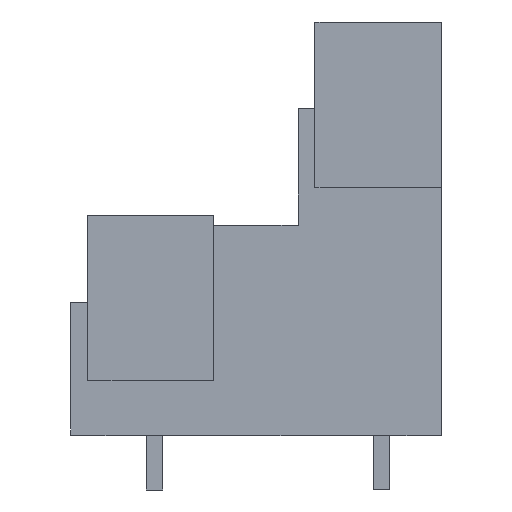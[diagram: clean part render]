
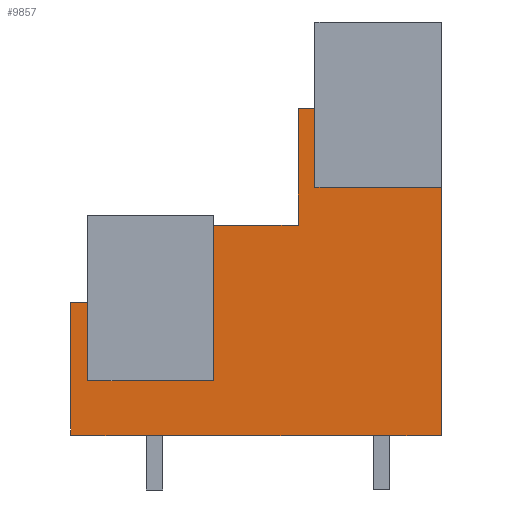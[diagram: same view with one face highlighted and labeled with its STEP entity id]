
A CAD part, left-side view. The second image highlights one B-rep face of the part: STEP entity #9857.
In plain terms, the highlighted planar face has unit normal (-1, 0, 0).
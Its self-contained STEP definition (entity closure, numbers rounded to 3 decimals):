
#9742=AXIS2_PLACEMENT_3D('Plane Axis2P3D',#9739,#9740,#9741) ;
#8179=CARTESIAN_POINT('Vertex',(0.7,7.5,22.6)) ;
#8182=CARTESIAN_POINT('Line Origine',(0.7,7.5,20.275)) ;
#8186=CARTESIAN_POINT('Vertex',(0.7,7.5,17.95)) ;
#8546=CARTESIAN_POINT('Vertex',(0.7,0.,17.95)) ;
#8549=CARTESIAN_POINT('Line Origine',(0.7,0.,10.575)) ;
#8553=CARTESIAN_POINT('Vertex',(0.7,0.,3.2)) ;
#9723=CARTESIAN_POINT('Vertex',(0.7,8.5,22.6)) ;
#9726=CARTESIAN_POINT('Line Origine',(0.7,8.,22.6)) ;
#9739=CARTESIAN_POINT('Axis2P3D Location',(0.7,0.,3.6)) ;
#9744=CARTESIAN_POINT('Line Origine',(0.7,17.,3.2)) ;
#9748=CARTESIAN_POINT('Vertex',(0.7,15.,3.2)) ;
#9750=CARTESIAN_POINT('Vertex',(0.7,19.,3.2)) ;
#9753=CARTESIAN_POINT('Line Origine',(0.7,10.5,3.2)) ;
#9757=CARTESIAN_POINT('Vertex',(0.7,6.,3.2)) ;
#9760=CARTESIAN_POINT('Line Origine',(0.7,4.5,3.2)) ;
#9764=CARTESIAN_POINT('Vertex',(0.7,3.,3.2)) ;
#9767=CARTESIAN_POINT('Line Origine',(0.7,1.5,3.2)) ;
#9772=CARTESIAN_POINT('Line Origine',(0.7,3.75,17.95)) ;
#9777=CARTESIAN_POINT('Line Origine',(0.7,8.5,19.15)) ;
#9781=CARTESIAN_POINT('Vertex',(0.7,8.5,15.7)) ;
#9784=CARTESIAN_POINT('Line Origine',(0.7,11.013,15.7)) ;
#9788=CARTESIAN_POINT('Vertex',(0.7,13.525,15.7)) ;
#9791=CARTESIAN_POINT('Line Origine',(0.7,13.525,11.075)) ;
#9795=CARTESIAN_POINT('Vertex',(0.7,13.525,6.45)) ;
#9798=CARTESIAN_POINT('Line Origine',(0.7,17.25,6.45)) ;
#9802=CARTESIAN_POINT('Vertex',(0.7,20.975,6.45)) ;
#9805=CARTESIAN_POINT('Line Origine',(0.7,20.975,8.775)) ;
#9809=CARTESIAN_POINT('Vertex',(0.7,20.975,11.1)) ;
#9812=CARTESIAN_POINT('Line Origine',(0.7,21.487,11.1)) ;
#9816=CARTESIAN_POINT('Vertex',(0.7,22.,11.1)) ;
#9819=CARTESIAN_POINT('Line Origine',(0.7,22.,7.35)) ;
#9823=CARTESIAN_POINT('Vertex',(0.7,22.,3.6)) ;
#9826=CARTESIAN_POINT('Line Origine',(0.7,22.,3.4)) ;
#9830=CARTESIAN_POINT('Vertex',(0.7,22.,3.2)) ;
#9833=CARTESIAN_POINT('Line Origine',(0.7,20.5,3.2)) ;
#8183=DIRECTION('Vector Direction',(0.,0.,-1.)) ;
#8550=DIRECTION('Vector Direction',(0.,0.,1.)) ;
#9727=DIRECTION('Vector Direction',(0.,1.,0.)) ;
#9740=DIRECTION('Axis2P3D Direction',(-1.,0.,0.)) ;
#9741=DIRECTION('Axis2P3D XDirection',(0.,0.,-1.)) ;
#9745=DIRECTION('Vector Direction',(0.,-1.,0.)) ;
#9754=DIRECTION('Vector Direction',(0.,-1.,0.)) ;
#9761=DIRECTION('Vector Direction',(0.,-1.,0.)) ;
#9768=DIRECTION('Vector Direction',(0.,-1.,0.)) ;
#9773=DIRECTION('Vector Direction',(0.,-1.,0.)) ;
#9778=DIRECTION('Vector Direction',(0.,0.,-1.)) ;
#9785=DIRECTION('Vector Direction',(0.,1.,0.)) ;
#9792=DIRECTION('Vector Direction',(0.,0.,-1.)) ;
#9799=DIRECTION('Vector Direction',(0.,-1.,0.)) ;
#9806=DIRECTION('Vector Direction',(0.,0.,-1.)) ;
#9813=DIRECTION('Vector Direction',(0.,1.,0.)) ;
#9820=DIRECTION('Vector Direction',(0.,0.,1.)) ;
#9827=DIRECTION('Vector Direction',(0.,0.,-1.)) ;
#9834=DIRECTION('Vector Direction',(0.,-1.,0.)) ;
#8184=VECTOR('Line Direction',#8183,1.) ;
#8551=VECTOR('Line Direction',#8550,1.) ;
#9728=VECTOR('Line Direction',#9727,1.) ;
#9746=VECTOR('Line Direction',#9745,1.) ;
#9755=VECTOR('Line Direction',#9754,1.) ;
#9762=VECTOR('Line Direction',#9761,1.) ;
#9769=VECTOR('Line Direction',#9768,1.) ;
#9774=VECTOR('Line Direction',#9773,1.) ;
#9779=VECTOR('Line Direction',#9778,1.) ;
#9786=VECTOR('Line Direction',#9785,1.) ;
#9793=VECTOR('Line Direction',#9792,1.) ;
#9800=VECTOR('Line Direction',#9799,1.) ;
#9807=VECTOR('Line Direction',#9806,1.) ;
#9814=VECTOR('Line Direction',#9813,1.) ;
#9821=VECTOR('Line Direction',#9820,1.) ;
#9828=VECTOR('Line Direction',#9827,1.) ;
#9835=VECTOR('Line Direction',#9834,1.) ;
#9839=ORIENTED_EDGE('',*,*,#9752,.F.) ;
#9840=ORIENTED_EDGE('',*,*,#9759,.T.) ;
#9841=ORIENTED_EDGE('',*,*,#9766,.F.) ;
#9842=ORIENTED_EDGE('',*,*,#9771,.T.) ;
#9843=ORIENTED_EDGE('',*,*,#8555,.T.) ;
#9844=ORIENTED_EDGE('',*,*,#9776,.F.) ;
#9845=ORIENTED_EDGE('',*,*,#8188,.F.) ;
#9846=ORIENTED_EDGE('',*,*,#9730,.T.) ;
#9847=ORIENTED_EDGE('',*,*,#9783,.T.) ;
#9848=ORIENTED_EDGE('',*,*,#9790,.T.) ;
#9849=ORIENTED_EDGE('',*,*,#9797,.T.) ;
#9850=ORIENTED_EDGE('',*,*,#9804,.F.) ;
#9851=ORIENTED_EDGE('',*,*,#9811,.F.) ;
#9852=ORIENTED_EDGE('',*,*,#9818,.T.) ;
#9853=ORIENTED_EDGE('',*,*,#9825,.F.) ;
#9854=ORIENTED_EDGE('',*,*,#9832,.F.) ;
#9855=ORIENTED_EDGE('',*,*,#9837,.T.) ;
#9857=ADVANCED_FACE('Model',(#9856),#9743,.T.) ;
#8188=EDGE_CURVE('',#8180,#8187,#8185,.T.) ;
#8555=EDGE_CURVE('',#8554,#8547,#8552,.T.) ;
#9730=EDGE_CURVE('',#8180,#9724,#9729,.T.) ;
#9752=EDGE_CURVE('',#9749,#9751,#9747,.F.) ;
#9759=EDGE_CURVE('',#9749,#9758,#9756,.T.) ;
#9766=EDGE_CURVE('',#9765,#9758,#9763,.F.) ;
#9771=EDGE_CURVE('',#9765,#8554,#9770,.T.) ;
#9776=EDGE_CURVE('',#8187,#8547,#9775,.T.) ;
#9783=EDGE_CURVE('',#9724,#9782,#9780,.T.) ;
#9790=EDGE_CURVE('',#9782,#9789,#9787,.T.) ;
#9797=EDGE_CURVE('',#9789,#9796,#9794,.T.) ;
#9804=EDGE_CURVE('',#9803,#9796,#9801,.T.) ;
#9811=EDGE_CURVE('',#9810,#9803,#9808,.T.) ;
#9818=EDGE_CURVE('',#9810,#9817,#9815,.T.) ;
#9825=EDGE_CURVE('',#9824,#9817,#9822,.T.) ;
#9832=EDGE_CURVE('',#9831,#9824,#9829,.F.) ;
#9837=EDGE_CURVE('',#9831,#9751,#9836,.T.) ;
#9838=EDGE_LOOP('',(#9839,#9840,#9841,#9842,#9843,#9844,#9845,#9846,#9847,#9848,#9849,#9850,#9851,#9852,#9853,#9854,#9855)) ;
#9856=FACE_OUTER_BOUND('',#9838,.T.) ;
#8185=LINE('Line',#8182,#8184) ;
#8552=LINE('Line',#8549,#8551) ;
#9729=LINE('Line',#9726,#9728) ;
#9747=LINE('Line',#9744,#9746) ;
#9756=LINE('Line',#9753,#9755) ;
#9763=LINE('Line',#9760,#9762) ;
#9770=LINE('Line',#9767,#9769) ;
#9775=LINE('Line',#9772,#9774) ;
#9780=LINE('Line',#9777,#9779) ;
#9787=LINE('Line',#9784,#9786) ;
#9794=LINE('Line',#9791,#9793) ;
#9801=LINE('Line',#9798,#9800) ;
#9808=LINE('Line',#9805,#9807) ;
#9815=LINE('Line',#9812,#9814) ;
#9822=LINE('Line',#9819,#9821) ;
#9829=LINE('Line',#9826,#9828) ;
#9836=LINE('Line',#9833,#9835) ;
#9743=PLANE('',#9742) ;
#8180=VERTEX_POINT('',#8179) ;
#8187=VERTEX_POINT('',#8186) ;
#8547=VERTEX_POINT('',#8546) ;
#8554=VERTEX_POINT('',#8553) ;
#9724=VERTEX_POINT('',#9723) ;
#9749=VERTEX_POINT('',#9748) ;
#9751=VERTEX_POINT('',#9750) ;
#9758=VERTEX_POINT('',#9757) ;
#9765=VERTEX_POINT('',#9764) ;
#9782=VERTEX_POINT('',#9781) ;
#9789=VERTEX_POINT('',#9788) ;
#9796=VERTEX_POINT('',#9795) ;
#9803=VERTEX_POINT('',#9802) ;
#9810=VERTEX_POINT('',#9809) ;
#9817=VERTEX_POINT('',#9816) ;
#9824=VERTEX_POINT('',#9823) ;
#9831=VERTEX_POINT('',#9830) ;
